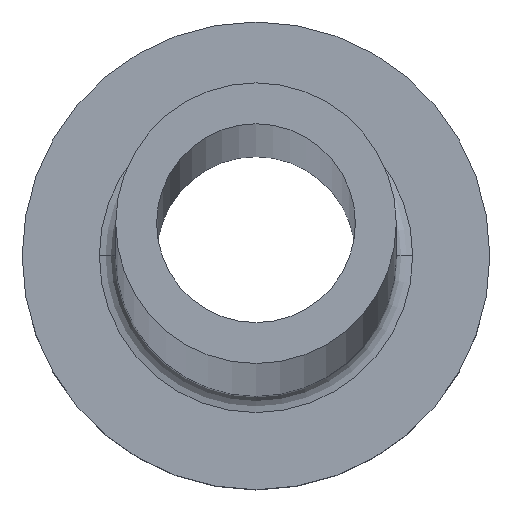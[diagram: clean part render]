
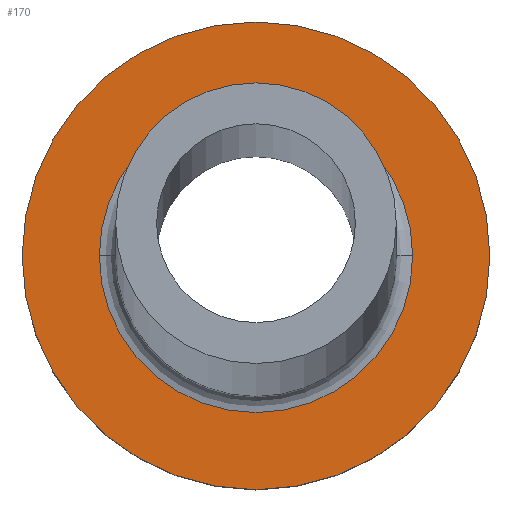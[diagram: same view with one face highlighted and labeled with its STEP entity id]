
A CAD part, top view. The second image highlights one B-rep face of the part: STEP entity #170.
In plain terms, the highlighted planar face has unit normal (0, 0, 1).
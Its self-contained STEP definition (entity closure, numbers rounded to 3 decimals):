
#3 = EDGE_CURVE ( 'NONE', #120, #46, #363, .T. ) ;
#6 = EDGE_CURVE ( 'NONE', #108, #251, #123, .T. ) ;
#33 = CARTESIAN_POINT ( 'NONE',  ( 0., 0., 7. ) ) ;
#46 = VERTEX_POINT ( 'NONE', #296 ) ;
#64 = CARTESIAN_POINT ( 'NONE',  ( 0., 0., 7. ) ) ;
#69 = CARTESIAN_POINT ( 'NONE',  ( -10., 0., 7. ) ) ;
#88 = AXIS2_PLACEMENT_3D ( 'NONE', #64, #124, #92 ) ;
#90 = EDGE_LOOP ( 'NONE', ( #155, #341 ) ) ;
#92 = DIRECTION ( 'NONE',  ( 1., 0., 0. ) ) ;
#97 = CARTESIAN_POINT ( 'NONE',  ( -6.7, 0., 7. ) ) ;
#101 = CARTESIAN_POINT ( 'NONE',  ( 0., 0., 7. ) ) ;
#108 = VERTEX_POINT ( 'NONE', #69 ) ;
#110 = EDGE_CURVE ( 'NONE', #46, #120, #372, .T. ) ;
#115 = ORIENTED_EDGE ( 'NONE', *, *, #354, .T. ) ;
#120 = VERTEX_POINT ( 'NONE', #97 ) ;
#123 = CIRCLE ( 'NONE', #286, 10. ) ;
#124 = DIRECTION ( 'NONE',  ( 0., 0., -1. ) ) ;
#127 = CARTESIAN_POINT ( 'NONE',  ( 0., 0., 7. ) ) ;
#148 = AXIS2_PLACEMENT_3D ( 'NONE', #101, #167, #220 ) ;
#154 = DIRECTION ( 'NONE',  ( 1., 0., 0. ) ) ;
#155 = ORIENTED_EDGE ( 'NONE', *, *, #110, .T. ) ;
#158 = CIRCLE ( 'NONE', #195, 10. ) ;
#161 = DIRECTION ( 'NONE',  ( 1., 0., 0. ) ) ;
#167 = DIRECTION ( 'NONE',  ( 0., 0., -1. ) ) ;
#170 = ADVANCED_FACE ( 'NONE', ( #332, #362 ), #198, .T. ) ;
#195 = AXIS2_PLACEMENT_3D ( 'NONE', #127, #269, #154 ) ;
#198 = PLANE ( 'NONE',  #301 ) ;
#208 = CARTESIAN_POINT ( 'NONE',  ( 10., 0., 7. ) ) ;
#219 = DIRECTION ( 'NONE',  ( 0., 0., 1. ) ) ;
#220 = DIRECTION ( 'NONE',  ( 1., 0., 0. ) ) ;
#251 = VERTEX_POINT ( 'NONE', #208 ) ;
#269 = DIRECTION ( 'NONE',  ( 0., 0., 1. ) ) ;
#275 = DIRECTION ( 'NONE',  ( 1., 0., 0. ) ) ;
#286 = AXIS2_PLACEMENT_3D ( 'NONE', #328, #295, #161 ) ;
#295 = DIRECTION ( 'NONE',  ( 0., 0., 1. ) ) ;
#296 = CARTESIAN_POINT ( 'NONE',  ( 6.7, 0., 7. ) ) ;
#301 = AXIS2_PLACEMENT_3D ( 'NONE', #33, #219, #275 ) ;
#328 = CARTESIAN_POINT ( 'NONE',  ( 0., 0., 7. ) ) ;
#332 = FACE_BOUND ( 'NONE', #90, .T. ) ;
#341 = ORIENTED_EDGE ( 'NONE', *, *, #3, .T. ) ;
#352 = EDGE_LOOP ( 'NONE', ( #381, #115 ) ) ;
#354 = EDGE_CURVE ( 'NONE', #251, #108, #158, .T. ) ;
#362 = FACE_OUTER_BOUND ( 'NONE', #352, .T. ) ;
#363 = CIRCLE ( 'NONE', #88, 6.7 ) ;
#372 = CIRCLE ( 'NONE', #148, 6.7 ) ;
#381 = ORIENTED_EDGE ( 'NONE', *, *, #6, .T. ) ;
